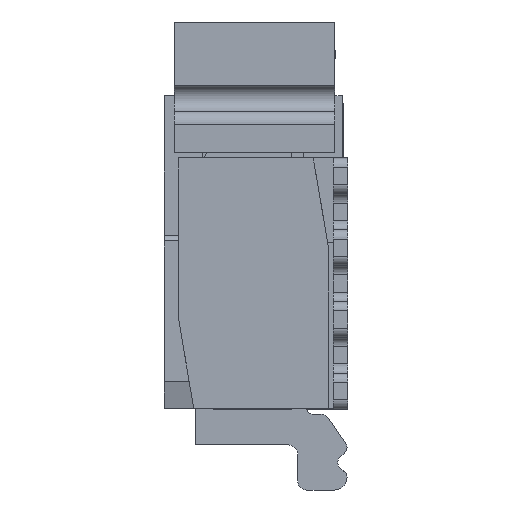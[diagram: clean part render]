
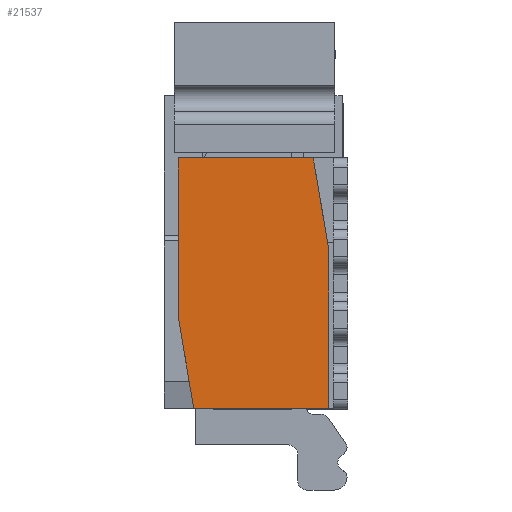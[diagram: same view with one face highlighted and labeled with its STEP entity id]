
A CAD part, left-side view. The second image highlights one B-rep face of the part: STEP entity #21537.
In plain terms, the highlighted planar face has unit normal (-1, 0, 0).
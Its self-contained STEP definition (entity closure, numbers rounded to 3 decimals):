
#6093=DIRECTION('',(0.,1.,0.));
#6094=VECTOR('',#6093,1.885);
#6095=CARTESIAN_POINT('',(-9.07,-0.835,-0.87));
#6096=LINE('',#6095,#6094);
#7997=DIRECTION('',(0.,0.167,0.986));
#7998=VECTOR('',#7997,1.288);
#7999=CARTESIAN_POINT('',(-9.07,0.835,-4.37));
#8000=LINE('',#7999,#7998);
#8001=DIRECTION('',(0.,0.,-1.));
#8002=VECTOR('',#8001,2.23);
#8003=CARTESIAN_POINT('',(-9.07,1.05,-0.87));
#8004=LINE('',#8003,#8002);
#8005=DIRECTION('',(0.,-0.167,-0.986));
#8006=VECTOR('',#8005,1.288);
#8007=CARTESIAN_POINT('',(-9.07,-0.835,-0.87));
#8008=LINE('',#8007,#8006);
#8009=DIRECTION('',(0.,0.,-1.));
#8010=VECTOR('',#8009,2.23);
#8011=CARTESIAN_POINT('',(-9.07,-1.05,-2.14));
#8012=LINE('',#8011,#8010);
#8013=DIRECTION('',(0.,1.,0.));
#8014=VECTOR('',#8013,1.885);
#8015=CARTESIAN_POINT('',(-9.07,-1.05,-4.37));
#8016=LINE('',#8015,#8014);
#8547=CARTESIAN_POINT('',(-9.07,-1.05,-4.37));
#8548=VERTEX_POINT('',#8547);
#8627=CARTESIAN_POINT('',(-9.07,0.835,-4.37));
#8628=CARTESIAN_POINT('',(-9.07,1.05,-3.1));
#8629=VERTEX_POINT('',#8627);
#8630=VERTEX_POINT('',#8628);
#8631=CARTESIAN_POINT('',(-9.07,-0.835,-0.87));
#8632=CARTESIAN_POINT('',(-9.07,-1.05,-2.14));
#8633=VERTEX_POINT('',#8631);
#8634=VERTEX_POINT('',#8632);
#8641=CARTESIAN_POINT('',(-9.07,1.05,-0.87));
#8642=VERTEX_POINT('',#8641);
#21521=CARTESIAN_POINT('',(-9.07,-1.245,-4.37));
#21522=DIRECTION('',(-1.,0.,0.));
#21523=DIRECTION('',(0.,0.,1.));
#21524=AXIS2_PLACEMENT_3D('',#21521,#21522,#21523);
#21525=PLANE('',#21524);
#21527=ORIENTED_EDGE('',*,*,#21526,.T.);
#21528=ORIENTED_EDGE('',*,*,#21510,.F.);
#21529=ORIENTED_EDGE('',*,*,#18998,.F.);
#21531=ORIENTED_EDGE('',*,*,#21530,.T.);
#21533=ORIENTED_EDGE('',*,*,#21532,.T.);
#21534=ORIENTED_EDGE('',*,*,#11295,.T.);
#21535=EDGE_LOOP('',(#21527,#21528,#21529,#21531,#21533,#21534));
#21536=FACE_OUTER_BOUND('',#21535,.F.);
#11295=EDGE_CURVE('',#8548,#8629,#8016,.T.);
#18998=EDGE_CURVE('',#8633,#8642,#6096,.T.);
#21510=EDGE_CURVE('',#8642,#8630,#8004,.T.);
#21526=EDGE_CURVE('',#8629,#8630,#8000,.T.);
#21530=EDGE_CURVE('',#8633,#8634,#8008,.T.);
#21532=EDGE_CURVE('',#8634,#8548,#8012,.T.);
#21537=ADVANCED_FACE('',(#21536),#21525,.T.);
